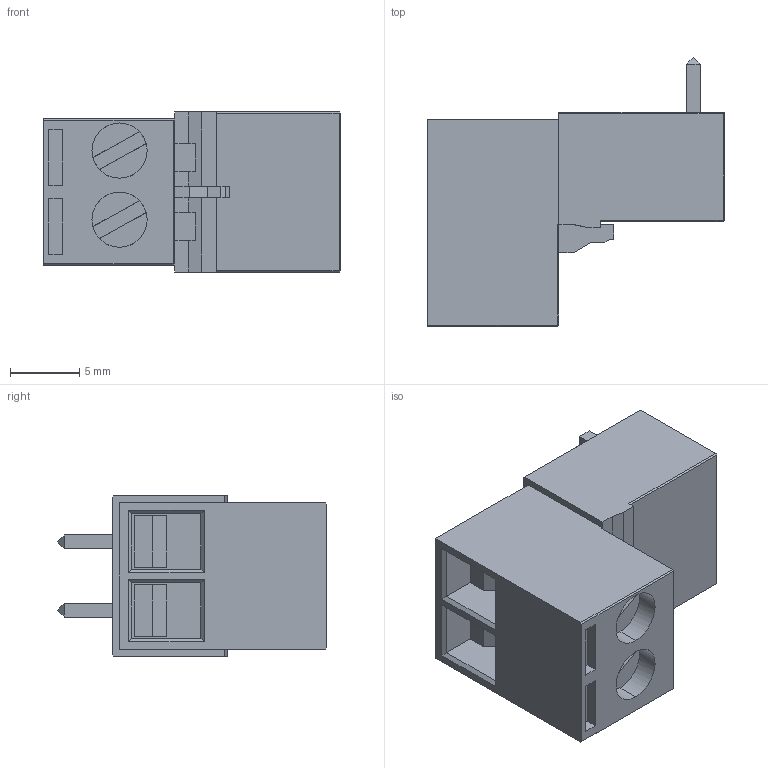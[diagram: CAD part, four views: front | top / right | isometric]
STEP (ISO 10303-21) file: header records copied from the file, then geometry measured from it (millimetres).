
FILE_DESCRIPTION (( 'STEP AP214' ), '1' );
FILE_NAME ('User Library-Termial Pugin 2P 5mm.STEP', '2016-09-07T08:50:24', ( 'Windows User' ), ( '' ), 'SwSTEP 2.0', 'SolidWorks 2016', '' );
FILE_SCHEMA (( 'AUTOMOTIVE_DESIGN' ));
Length unit declared in the file: millimetre
Products named in the file (1): User Library-Termial Pugin 2P 5mm
Bounding box: 21.5 x 19.5 x 11.6 mm (x, y, z)
Volume: 2391.9 mm3; surface area: 1653 mm2
Topology: 1 solids, 1 shells, 154 faces, 381 edges, 237 vertices
Faces by surface type: plane 150, cylinder 4
Entity records: 6138 total; most frequent: CARTESIAN_POINT 773, ORIENTED_EDGE 762, DIRECTION 715, EDGE_CURVE 381, LINE 357, VECTOR 357, VERTEX_POINT 237, AXIS2_PLACEMENT_3D 179
